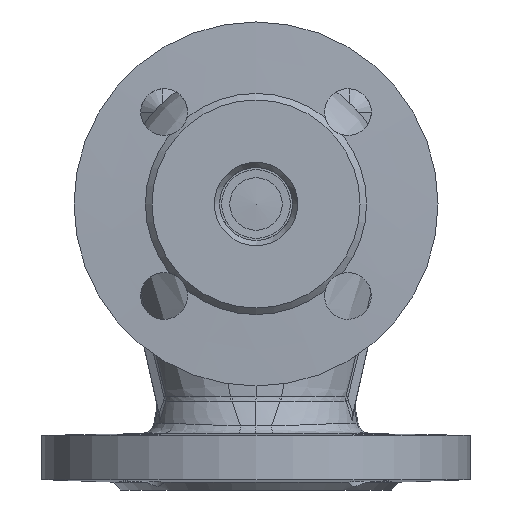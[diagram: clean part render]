
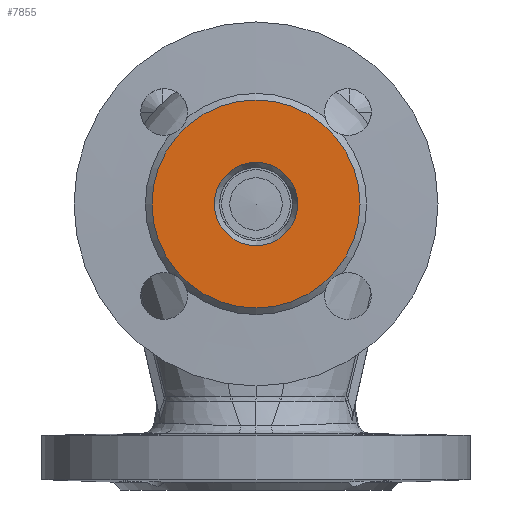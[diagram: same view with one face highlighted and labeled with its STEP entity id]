
A CAD part, front view. The second image highlights one B-rep face of the part: STEP entity #7855.
In plain terms, the highlighted planar face has unit normal (0, -1, 0).
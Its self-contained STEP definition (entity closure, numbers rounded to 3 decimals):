
#187=FACE_BOUND('',#1650,.T.);
#301=PLANE('',#8439);
#760=CIRCLE('',#8436,40.);
#761=CIRCLE('',#8440,16.);
#1152=FACE_OUTER_BOUND('',#1649,.T.);
#1649=EDGE_LOOP('',(#6312));
#1650=EDGE_LOOP('',(#6313));
#3495=VERTEX_POINT('',#30628);
#3496=VERTEX_POINT('',#30666);
#4494=EDGE_CURVE('',#3495,#3495,#760,.T.);
#4500=EDGE_CURVE('',#3496,#3496,#761,.T.);
#6312=ORIENTED_EDGE('',*,*,#4494,.T.);
#6313=ORIENTED_EDGE('',*,*,#4500,.F.);
#7855=ADVANCED_FACE('',(#1152,#187),#301,.F.);
#8436=AXIS2_PLACEMENT_3D('',#30630,#9547,#9548);
#8439=AXIS2_PLACEMENT_3D('',#30665,#9555,#9556);
#8440=AXIS2_PLACEMENT_3D('',#30667,#9557,#9558);
#9547=DIRECTION('center_axis',(0.,-1.,0.));
#9548=DIRECTION('ref_axis',(0.,0.,1.));
#9555=DIRECTION('center_axis',(0.,1.,0.));
#9556=DIRECTION('ref_axis',(0.,0.,-1.));
#9557=DIRECTION('center_axis',(0.,-1.,0.));
#9558=DIRECTION('ref_axis',(0.,0.,-1.));
#30628=CARTESIAN_POINT('',(0.,-115.,40.));
#30630=CARTESIAN_POINT('Origin',(0.,-115.,0.));
#30665=CARTESIAN_POINT('Origin',(0.,-115.,0.));
#30666=CARTESIAN_POINT('',(0.,-115.,16.));
#30667=CARTESIAN_POINT('Origin',(0.,-115.,0.));
